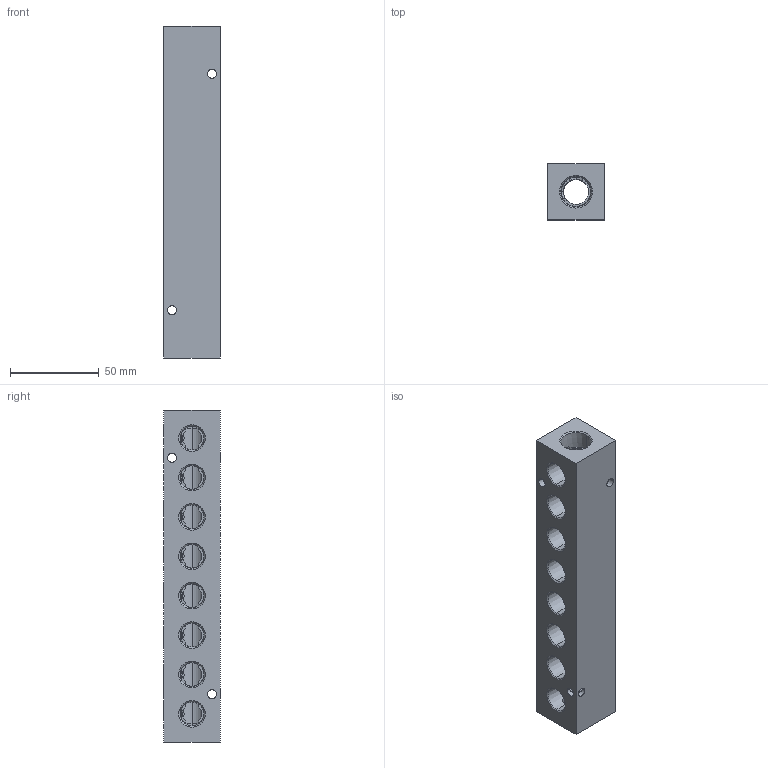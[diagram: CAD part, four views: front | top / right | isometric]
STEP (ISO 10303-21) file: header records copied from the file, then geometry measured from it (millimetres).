
FILE_DESCRIPTION (( 'STEP AP203' ), '1' );
FILE_NAME ('MRA-8DC-90.step', '2015-12-02T21:10:39', ( '' ), ( '' ), 'SwSTEP 2.0', 'SolidWorks 2015', '' );
FILE_SCHEMA (( 'CONFIG_CONTROL_DESIGN' ));
Length unit declared in the file: inch
Products named in the file (1): MRA-8DC-90
Bounding box: 31.75 x 31.75 x 187.32 mm (x, y, z)
Volume: 133600.7 mm3; surface area: 37950.7 mm2
Topology: 1 solids, 1 shells, 166 faces, 520 edges, 320 vertices
Faces by surface type: cone 72, cylinder 52, plane 42
Entity records: 7143 total; most frequent: CARTESIAN_POINT 2567, ORIENTED_EDGE 1040, DIRECTION 874, EDGE_CURVE 520, AXIS2_PLACEMENT_3D 347, VERTEX_POINT 320, EDGE_LOOP 192, LINE 180
